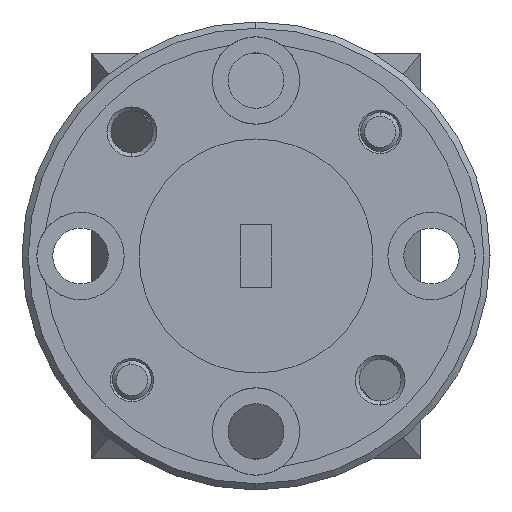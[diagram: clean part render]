
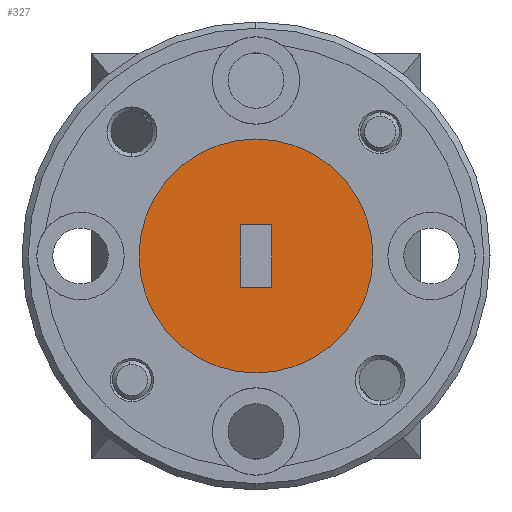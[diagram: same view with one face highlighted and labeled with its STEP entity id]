
A CAD part, left-side view. The second image highlights one B-rep face of the part: STEP entity #327.
In plain terms, the highlighted planar face has unit normal (-1, 0, 0).
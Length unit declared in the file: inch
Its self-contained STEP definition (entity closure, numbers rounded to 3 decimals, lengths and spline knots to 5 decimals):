
#27 = EDGE_LOOP ( 'NONE', ( #1652, #47 ) ) ;
#35 = DIRECTION ( 'NONE',  ( 0., 0., -1. ) ) ;
#42 = EDGE_CURVE ( 'NONE', #1425, #1892, #1033, .T. ) ;
#47 = ORIENTED_EDGE ( 'NONE', *, *, #1170, .F. ) ;
#89 = ORIENTED_EDGE ( 'NONE', *, *, #1275, .F. ) ;
#138 = EDGE_CURVE ( 'NONE', #1892, #1558, #2077, .T. ) ;
#193 = VERTEX_POINT ( 'NONE', #1894 ) ;
#222 = AXIS2_PLACEMENT_3D ( 'NONE', #2482, #2498, #2488 ) ;
#223 = CARTESIAN_POINT ( 'NONE',  ( -2.56446, 0.00324, 0.81441 ) ) ;
#327 = ADVANCED_FACE ( 'NONE', ( #2568, #1729 ), #2360, .T. ) ;
#330 = DIRECTION ( 'NONE',  ( 0., 0., 1. ) ) ;
#461 = CARTESIAN_POINT ( 'NONE',  ( -2.56446, 0.05324, 0.81441 ) ) ;
#507 = CARTESIAN_POINT ( 'NONE',  ( -2.56446, 0.00324, 0.91441 ) ) ;
#665 = DIRECTION ( 'NONE',  ( 0., 0., 1. ) ) ;
#790 = LINE ( 'NONE', #984, #1515 ) ;
#907 = ORIENTED_EDGE ( 'NONE', *, *, #138, .F. ) ;
#984 = CARTESIAN_POINT ( 'NONE',  ( -2.56446, 0.05324, 0.91441 ) ) ;
#1033 = LINE ( 'NONE', #2479, #1908 ) ;
#1124 = CARTESIAN_POINT ( 'NONE',  ( -2.56446, 0.05324, 0.91441 ) ) ;
#1152 = VECTOR ( 'NONE', #2526, 39.37008 ) ;
#1170 = EDGE_CURVE ( 'NONE', #1521, #193, #2504, .T. ) ;
#1275 = EDGE_CURVE ( 'NONE', #1558, #1738, #1501, .T. ) ;
#1375 = CARTESIAN_POINT ( 'NONE',  ( -2.56446, 0.05324, 0.81441 ) ) ;
#1425 = VERTEX_POINT ( 'NONE', #1124 ) ;
#1501 = LINE ( 'NONE', #2111, #1903 ) ;
#1507 = EDGE_CURVE ( 'NONE', #1738, #1425, #790, .T. ) ;
#1515 = VECTOR ( 'NONE', #2201, 39.37008 ) ;
#1516 = ORIENTED_EDGE ( 'NONE', *, *, #1507, .F. ) ;
#1521 = VERTEX_POINT ( 'NONE', #1835 ) ;
#1558 = VERTEX_POINT ( 'NONE', #223 ) ;
#1634 = CARTESIAN_POINT ( 'NONE',  ( -2.56446, 0.02824, 0.86441 ) ) ;
#1652 = ORIENTED_EDGE ( 'NONE', *, *, #2300, .F. ) ;
#1655 = DIRECTION ( 'NONE',  ( 0., 0., -1. ) ) ;
#1661 = AXIS2_PLACEMENT_3D ( 'NONE', #1634, #2070, #35 ) ;
#1729 = FACE_OUTER_BOUND ( 'NONE', #27, .T. ) ;
#1738 = VERTEX_POINT ( 'NONE', #507 ) ;
#1835 = CARTESIAN_POINT ( 'NONE',  ( -2.56446, 0.02824, 1.05191 ) ) ;
#1838 = CIRCLE ( 'NONE', #1661, 0.1875 ) ;
#1892 = VERTEX_POINT ( 'NONE', #1375 ) ;
#1894 = CARTESIAN_POINT ( 'NONE',  ( -2.56446, 0.02824, 0.67691 ) ) ;
#1903 = VECTOR ( 'NONE', #665, 39.37008 ) ;
#1908 = VECTOR ( 'NONE', #1655, 39.37008 ) ;
#2070 = DIRECTION ( 'NONE',  ( 1., 0., 0. ) ) ;
#2077 = LINE ( 'NONE', #461, #1152 ) ;
#2111 = CARTESIAN_POINT ( 'NONE',  ( -2.56446, 0.00324, 0.81441 ) ) ;
#2164 = AXIS2_PLACEMENT_3D ( 'NONE', #2545, #2188, #330 ) ;
#2188 = DIRECTION ( 'NONE',  ( -1., 0., 0. ) ) ;
#2201 = DIRECTION ( 'NONE',  ( 0., 1., 0. ) ) ;
#2289 = ORIENTED_EDGE ( 'NONE', *, *, #42, .F. ) ;
#2300 = EDGE_CURVE ( 'NONE', #193, #1521, #1838, .T. ) ;
#2360 = PLANE ( 'NONE',  #2164 ) ;
#2440 = EDGE_LOOP ( 'NONE', ( #907, #2289, #1516, #89 ) ) ;
#2479 = CARTESIAN_POINT ( 'NONE',  ( -2.56446, 0.05324, 0.81441 ) ) ;
#2482 = CARTESIAN_POINT ( 'NONE',  ( -2.56446, 0.02824, 0.86441 ) ) ;
#2488 = DIRECTION ( 'NONE',  ( 0., 0., -1. ) ) ;
#2498 = DIRECTION ( 'NONE',  ( 1., 0., 0. ) ) ;
#2504 = CIRCLE ( 'NONE', #222, 0.1875 ) ;
#2526 = DIRECTION ( 'NONE',  ( 0., -1., 0. ) ) ;
#2545 = CARTESIAN_POINT ( 'NONE',  ( -2.56446, 0.02824, 0.86441 ) ) ;
#2568 = FACE_BOUND ( 'NONE', #2440, .T. ) ;
